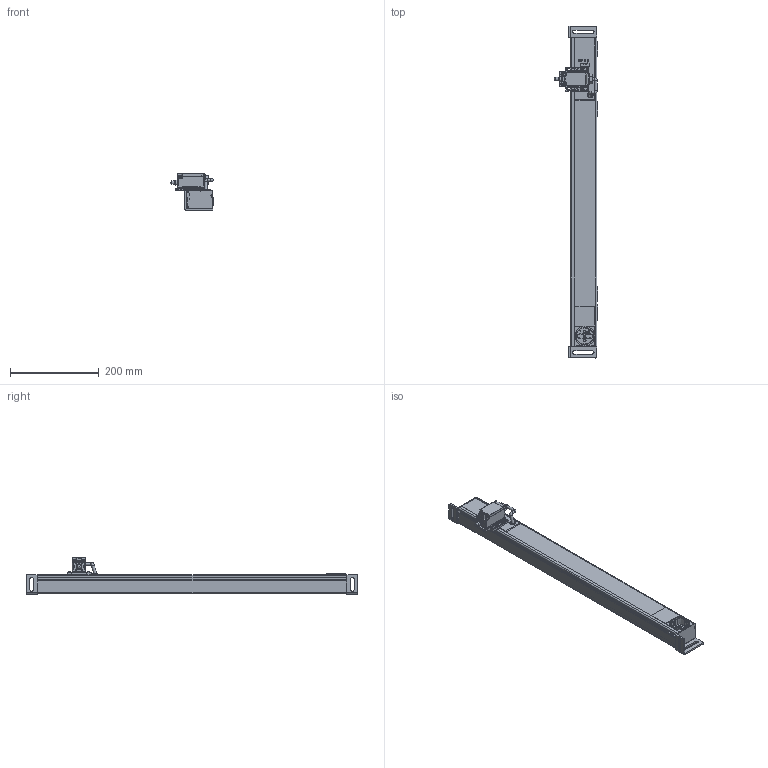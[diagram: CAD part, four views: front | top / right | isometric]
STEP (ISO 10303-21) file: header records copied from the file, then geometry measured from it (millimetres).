
FILE_DESCRIPTION(/* description */ (''),/* implementation_level */ '2;1');
FILE_NAME(/* name */ '108809_LED-A-700-SK-PK-E.stp',/* time_stamp */ '2022-01-09T10:51:01+01:00',/* author */ ('cad'),/* organization */ (''),/* preprocessor_version */ 'ST-DEVELOPER v15.6',/* originating_system */ 'Autodesk Inventor 2015',/* authorisation */ '');
FILE_SCHEMA (('AUTOMOTIVE_DESIGN { 1 0 10303 214 3 1 1 }'));
Products named in the file (1): 108809_LED-A-700-SK-PK-E_Shrinkwrap_1
Bounding box: 98.55 x 750 x 83.1 mm (x, y, z)
Surface area: 321922.3 mm2 (no closed solid volume)
Topology: 0 solids, 80 shells, 2560 faces, 8180 edges, 5655 vertices
Faces by surface type: plane 1986, cylinder 432, bspline 63, cone 55, sphere 19, torus 5
Full cylindrical faces by diameter (mm): 4 x1, 6 x4, 8 x1, 24 x1
Entity records: 93332 total; most frequent: CARTESIAN_POINT 20464, ORIENTED_EDGE 14677, DIRECTION 14184, EDGE_CURVE 8149, LINE 6734, VECTOR 6734, VERTEX_POINT 5653, AXIS2_PLACEMENT_3D 3725
